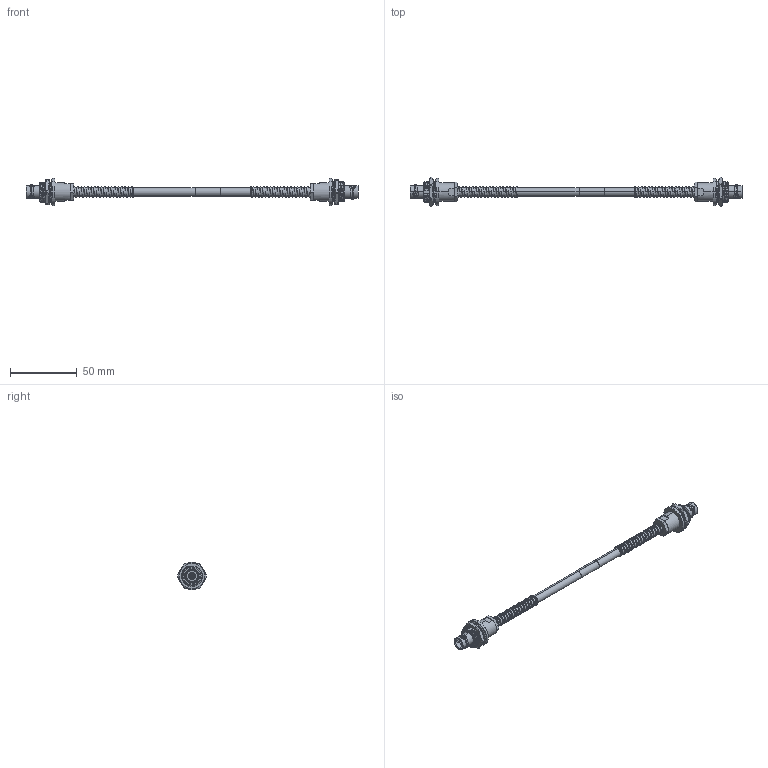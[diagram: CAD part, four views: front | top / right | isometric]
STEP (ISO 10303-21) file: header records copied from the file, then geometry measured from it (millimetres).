
FILE_DESCRIPTION (( 'STEP AP214' ), '1' );
FILE_NAME ('FM3MSA00591_3D.step', '2023-08-16T19:33:24', ( '' ), ( '' ), 'SwSTEP 2.0', 'SolidWorks 2022', '' );
FILE_SCHEMA (( 'AUTOMOTIVE_DESIGN' ));
Length unit declared in the file: inch
Products named in the file (10): FM3MSA00591_3D; 10-06573-MA1; 1AW01-003_.25" x .75" long; 10-06573-MA5; 10-06573-XXX(S)_.06; 10-06573-MA2(S); 10-06573-MA4; 10-06573-MA6; 10-06573-MA3; TWCH-78-2_7"
Assembly tree (10 placements, depth 3):
  FM3MSA00591_3D
    TWCH-78-2_7"
    10-06573-XXX(S)_.06  x2
      10-06573-MA1
      10-06573-MA5
      10-06573-MA2(S)
      10-06573-MA3
      10-06573-MA4
      10-06573-MA6
    1AW01-003_.25" x .75" long
Bounding box: 249.43 x 22 x 20.52 mm (x, y, z)
Volume: 14388.4 mm3; surface area: 17069.8 mm2
Topology: 14 solids, 14 shells, 662 faces, 1694 edges, 1090 vertices
Faces by surface type: cylinder 244, plane 208, cone 108, bspline 70, torus 32
Entity records: 28144 total; most frequent: CARTESIAN_POINT 19422, ORIENTED_EDGE 1708, DIRECTION 1534, EDGE_CURVE 854, AXIS2_PLACEMENT_3D 611, VERTEX_POINT 551, EDGE_LOOP 365, ADVANCED_FACE 336
